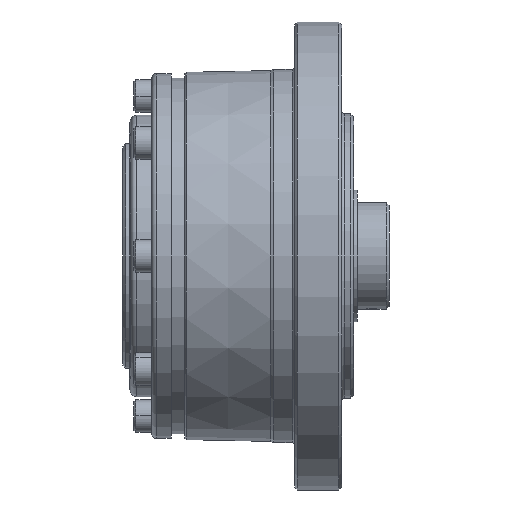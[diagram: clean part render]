
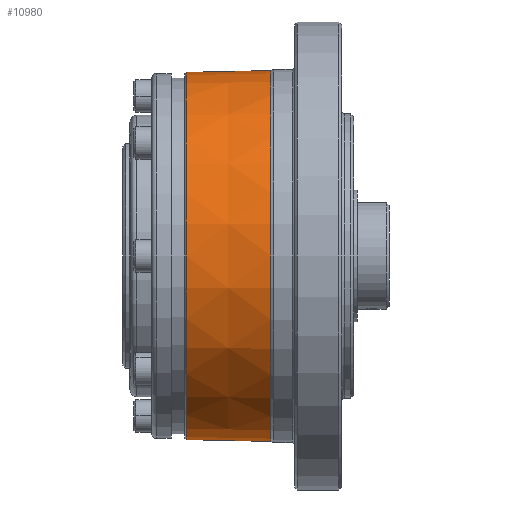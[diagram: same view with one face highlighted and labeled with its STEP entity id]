
A CAD part, front view. The second image highlights one B-rep face of the part: STEP entity #10980.
In plain terms, the highlighted conical face has half-angle 1.202 degrees and reference radius 31.3 mm.
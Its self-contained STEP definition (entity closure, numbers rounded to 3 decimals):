
#119 = AXIS2_PLACEMENT_3D ( 'NONE', #5712, #3372, #1695 ) ;
#154 = VECTOR ( 'NONE', #7827, 1000. ) ;
#403 = CARTESIAN_POINT ( 'NONE',  ( 10.7, 0., -31. ) ) ;
#496 = DIRECTION ( 'NONE',  ( -1., 0., 0. ) ) ;
#645 = EDGE_CURVE ( 'NONE', #10462, #1159, #2903, .T. ) ;
#934 = LINE ( 'NONE', #5128, #3228 ) ;
#1159 = VERTEX_POINT ( 'NONE', #5428 ) ;
#1425 = VERTEX_POINT ( 'NONE', #8919 ) ;
#1695 = DIRECTION ( 'NONE',  ( 0., 0., 1. ) ) ;
#1921 = ORIENTED_EDGE ( 'NONE', *, *, #645, .F. ) ;
#2202 = CONICAL_SURFACE ( 'NONE', #7137, 31.3, 0.021 ) ;
#2386 = VERTEX_POINT ( 'NONE', #3332 ) ;
#2903 = CIRCLE ( 'NONE', #4246, 31. ) ;
#3026 = CARTESIAN_POINT ( 'NONE',  ( 25., 0., 0. ) ) ;
#3228 = VECTOR ( 'NONE', #7112, 1000. ) ;
#3332 = CARTESIAN_POINT ( 'NONE',  ( 25., 0., 31.3 ) ) ;
#3372 = DIRECTION ( 'NONE',  ( -1., 0., 0. ) ) ;
#4216 = ORIENTED_EDGE ( 'NONE', *, *, #8214, .T. ) ;
#4246 = AXIS2_PLACEMENT_3D ( 'NONE', #6524, #496, #5666 ) ;
#4309 = EDGE_CURVE ( 'NONE', #1159, #2386, #9305, .T. ) ;
#5128 = CARTESIAN_POINT ( 'NONE',  ( 25., 0., -31.3 ) ) ;
#5428 = CARTESIAN_POINT ( 'NONE',  ( 10.7, 0., 31. ) ) ;
#5666 = DIRECTION ( 'NONE',  ( 0., 0., 1. ) ) ;
#5712 = CARTESIAN_POINT ( 'NONE',  ( 25., 0., 0. ) ) ;
#5979 = DIRECTION ( 'NONE',  ( 0., 0., -1. ) ) ;
#6099 = CARTESIAN_POINT ( 'NONE',  ( 25., 0., 31.3 ) ) ;
#6334 = EDGE_LOOP ( 'NONE', ( #7542, #1921, #7797, #4216 ) ) ;
#6339 = EDGE_CURVE ( 'NONE', #10462, #1425, #934, .T. ) ;
#6524 = CARTESIAN_POINT ( 'NONE',  ( 10.7, 0., 0. ) ) ;
#7112 = DIRECTION ( 'NONE',  ( 1., 0., -0.021 ) ) ;
#7137 = AXIS2_PLACEMENT_3D ( 'NONE', #3026, #8388, #5979 ) ;
#7542 = ORIENTED_EDGE ( 'NONE', *, *, #4309, .F. ) ;
#7797 = ORIENTED_EDGE ( 'NONE', *, *, #6339, .T. ) ;
#7827 = DIRECTION ( 'NONE',  ( 1., 0., 0.021 ) ) ;
#8214 = EDGE_CURVE ( 'NONE', #1425, #2386, #10134, .T. ) ;
#8388 = DIRECTION ( 'NONE',  ( 1., 0., 0. ) ) ;
#8919 = CARTESIAN_POINT ( 'NONE',  ( 25., 0., -31.3 ) ) ;
#9305 = LINE ( 'NONE', #6099, #154 ) ;
#9792 = FACE_OUTER_BOUND ( 'NONE', #6334, .T. ) ;
#10134 = CIRCLE ( 'NONE', #119, 31.3 ) ;
#10462 = VERTEX_POINT ( 'NONE', #403 ) ;
#10980 = ADVANCED_FACE ( 'NONE', ( #9792 ), #2202, .T. ) ;
